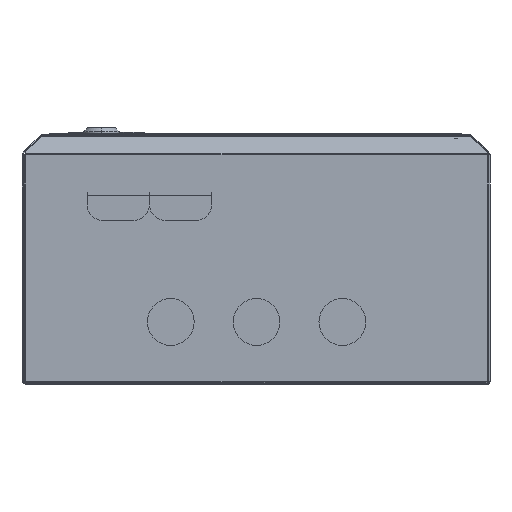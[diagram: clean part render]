
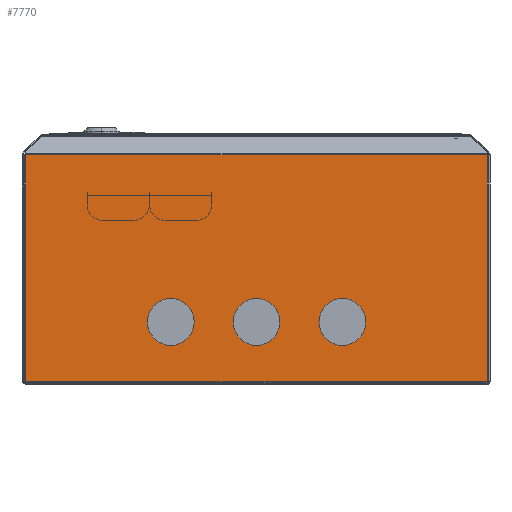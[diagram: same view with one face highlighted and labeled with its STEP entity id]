
A CAD part, front view. The second image highlights one B-rep face of the part: STEP entity #7770.
In plain terms, the highlighted planar face has unit normal (0, -1, 0).
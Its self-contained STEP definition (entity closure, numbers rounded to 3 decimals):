
#126 = VECTOR ( 'NONE', #15736, 1000. ) ;
#880 = LINE ( 'NONE', #10880, #29652 ) ;
#2310 = CARTESIAN_POINT ( 'NONE',  ( 0., 0., 145.4 ) ) ;
#2747 = FACE_BOUND ( 'NONE', #13028, .T. ) ;
#2757 = CARTESIAN_POINT ( 'NONE',  ( -1.7, 0., 145.4 ) ) ;
#2850 = AXIS2_PLACEMENT_3D ( 'NONE', #27053, #9797, #29912 ) ;
#3182 = AXIS2_PLACEMENT_3D ( 'NONE', #14072, #34023, #16998 ) ;
#3357 = CARTESIAN_POINT ( 'NONE',  ( -1.7, 0., 0. ) ) ;
#3570 = CARTESIAN_POINT ( 'NONE',  ( 0., 0., 145.4 ) ) ;
#5290 = LINE ( 'NONE', #34327, #30874 ) ;
#5729 = VERTEX_POINT ( 'NONE', #3357 ) ;
#5913 = AXIS2_PLACEMENT_3D ( 'NONE', #3570, #23704, #6451 ) ;
#6009 = EDGE_CURVE ( 'NONE', #5729, #20194, #5290, .T. ) ;
#6384 = AXIS2_PLACEMENT_3D ( 'NONE', #25226, #7955, #28099 ) ;
#6451 = DIRECTION ( 'NONE',  ( 1., 0., 0. ) ) ;
#7770 = ADVANCED_FACE ( 'NONE', ( #2747, #11253, #32339, #24831 ), #29324, .T. ) ;
#7844 = CARTESIAN_POINT ( 'NONE',  ( -164.65, 0., 38.3 ) ) ;
#7955 = DIRECTION ( 'NONE',  ( 0., -1., 0. ) ) ;
#8680 = EDGE_CURVE ( 'NONE', #26846, #5729, #880, .T. ) ;
#9467 = ORIENTED_EDGE ( 'NONE', *, *, #6009, .F. ) ;
#9797 = DIRECTION ( 'NONE',  ( 0., -1., 0. ) ) ;
#10021 = DIRECTION ( 'NONE',  ( 0., -1., 0. ) ) ;
#10880 = CARTESIAN_POINT ( 'NONE',  ( -1.7, 0., 145.4 ) ) ;
#11078 = CARTESIAN_POINT ( 'NONE',  ( -204.65, 0., 38.3 ) ) ;
#11253 = FACE_BOUND ( 'NONE', #27466, .T. ) ;
#11523 = CIRCLE ( 'NONE', #26627, 15. ) ;
#11915 = VERTEX_POINT ( 'NONE', #15316 ) ;
#11935 = CARTESIAN_POINT ( 'NONE',  ( -109.65, 0., 38.3 ) ) ;
#12496 = DIRECTION ( 'NONE',  ( 0., -1., 0. ) ) ;
#12814 = CARTESIAN_POINT ( 'NONE',  ( -297.6, 0., 145.4 ) ) ;
#12990 = VERTEX_POINT ( 'NONE', #30110 ) ;
#13028 = EDGE_LOOP ( 'NONE', ( #28122, #26491 ) ) ;
#14000 = DIRECTION ( 'NONE',  ( -1., 0., 0. ) ) ;
#14072 = CARTESIAN_POINT ( 'NONE',  ( -204.65, 0., 38.3 ) ) ;
#14790 = CARTESIAN_POINT ( 'NONE',  ( -219.65, 0., 38.3 ) ) ;
#15154 = ORIENTED_EDGE ( 'NONE', *, *, #24101, .F. ) ;
#15316 = CARTESIAN_POINT ( 'NONE',  ( -189.65, 0., 38.3 ) ) ;
#15610 = ORIENTED_EDGE ( 'NONE', *, *, #35059, .T. ) ;
#15736 = DIRECTION ( 'NONE',  ( 0., 0., -1. ) ) ;
#15741 = ORIENTED_EDGE ( 'NONE', *, *, #8680, .F. ) ;
#16088 = EDGE_CURVE ( 'NONE', #16997, #20194, #29388, .T. ) ;
#16584 = DIRECTION ( 'NONE',  ( 0., 0., -1. ) ) ;
#16645 = DIRECTION ( 'NONE',  ( -1., 0., 0. ) ) ;
#16997 = VERTEX_POINT ( 'NONE', #20604 ) ;
#16998 = DIRECTION ( 'NONE',  ( -1., 0., 0. ) ) ;
#17313 = DIRECTION ( 'NONE',  ( -1., 0., 0. ) ) ;
#18213 = CARTESIAN_POINT ( 'NONE',  ( -79.65, 0., 38.3 ) ) ;
#18433 = EDGE_CURVE ( 'NONE', #22238, #20203, #33953, .T. ) ;
#18913 = ORIENTED_EDGE ( 'NONE', *, *, #23304, .F. ) ;
#19339 = VERTEX_POINT ( 'NONE', #14790 ) ;
#19761 = EDGE_LOOP ( 'NONE', ( #9467, #15741, #15610, #25237 ) ) ;
#20193 = EDGE_CURVE ( 'NONE', #33870, #12990, #21282, .T. ) ;
#20194 = VERTEX_POINT ( 'NONE', #29614 ) ;
#20203 = VERTEX_POINT ( 'NONE', #18213 ) ;
#20604 = CARTESIAN_POINT ( 'NONE',  ( -297.6, 0., 145.4 ) ) ;
#21282 = CIRCLE ( 'NONE', #25544, 15. ) ;
#22042 = EDGE_CURVE ( 'NONE', #19339, #11915, #34869, .T. ) ;
#22238 = VERTEX_POINT ( 'NONE', #11935 ) ;
#22450 = ORIENTED_EDGE ( 'NONE', *, *, #20193, .F. ) ;
#23304 = EDGE_CURVE ( 'NONE', #20203, #22238, #11523, .T. ) ;
#23704 = DIRECTION ( 'NONE',  ( 0., -1., 0. ) ) ;
#24101 = EDGE_CURVE ( 'NONE', #12990, #33870, #31227, .T. ) ;
#24831 = FACE_OUTER_BOUND ( 'NONE', #19761, .T. ) ;
#25226 = CARTESIAN_POINT ( 'NONE',  ( -149.65, 0., 38.3 ) ) ;
#25237 = ORIENTED_EDGE ( 'NONE', *, *, #16088, .T. ) ;
#25544 = AXIS2_PLACEMENT_3D ( 'NONE', #29744, #12496, #32526 ) ;
#26491 = ORIENTED_EDGE ( 'NONE', *, *, #22042, .F. ) ;
#26627 = AXIS2_PLACEMENT_3D ( 'NONE', #27279, #10021, #30138 ) ;
#26632 = ORIENTED_EDGE ( 'NONE', *, *, #18433, .F. ) ;
#26846 = VERTEX_POINT ( 'NONE', #2757 ) ;
#27053 = CARTESIAN_POINT ( 'NONE',  ( -94.65, 0., 38.3 ) ) ;
#27279 = CARTESIAN_POINT ( 'NONE',  ( -94.65, 0., 38.3 ) ) ;
#27466 = EDGE_LOOP ( 'NONE', ( #18913, #26632 ) ) ;
#28099 = DIRECTION ( 'NONE',  ( 1., 0., 0. ) ) ;
#28122 = ORIENTED_EDGE ( 'NONE', *, *, #32849, .F. ) ;
#28947 = AXIS2_PLACEMENT_3D ( 'NONE', #11078, #31156, #14000 ) ;
#29324 = PLANE ( 'NONE',  #5913 ) ;
#29388 = LINE ( 'NONE', #12814, #126 ) ;
#29614 = CARTESIAN_POINT ( 'NONE',  ( -297.6, 0., 0. ) ) ;
#29652 = VECTOR ( 'NONE', #16584, 1000. ) ;
#29744 = CARTESIAN_POINT ( 'NONE',  ( -149.65, 0., 38.3 ) ) ;
#29912 = DIRECTION ( 'NONE',  ( 1., 0., 0. ) ) ;
#30110 = CARTESIAN_POINT ( 'NONE',  ( -134.65, 0., 38.3 ) ) ;
#30138 = DIRECTION ( 'NONE',  ( 1., 0., 0. ) ) ;
#30874 = VECTOR ( 'NONE', #17313, 1000. ) ;
#31156 = DIRECTION ( 'NONE',  ( 0., -1., 0. ) ) ;
#31227 = CIRCLE ( 'NONE', #6384, 15. ) ;
#31250 = VECTOR ( 'NONE', #16645, 1000. ) ;
#31856 = CIRCLE ( 'NONE', #3182, 15. ) ;
#32135 = LINE ( 'NONE', #2310, #31250 ) ;
#32339 = FACE_BOUND ( 'NONE', #32898, .T. ) ;
#32526 = DIRECTION ( 'NONE',  ( 1., 0., 0. ) ) ;
#32849 = EDGE_CURVE ( 'NONE', #11915, #19339, #31856, .T. ) ;
#32898 = EDGE_LOOP ( 'NONE', ( #15154, #22450 ) ) ;
#33870 = VERTEX_POINT ( 'NONE', #7844 ) ;
#33953 = CIRCLE ( 'NONE', #2850, 15. ) ;
#34023 = DIRECTION ( 'NONE',  ( 0., -1., 0. ) ) ;
#34327 = CARTESIAN_POINT ( 'NONE',  ( 0., 0., 0. ) ) ;
#34869 = CIRCLE ( 'NONE', #28947, 15. ) ;
#35059 = EDGE_CURVE ( 'NONE', #26846, #16997, #32135, .T. ) ;
